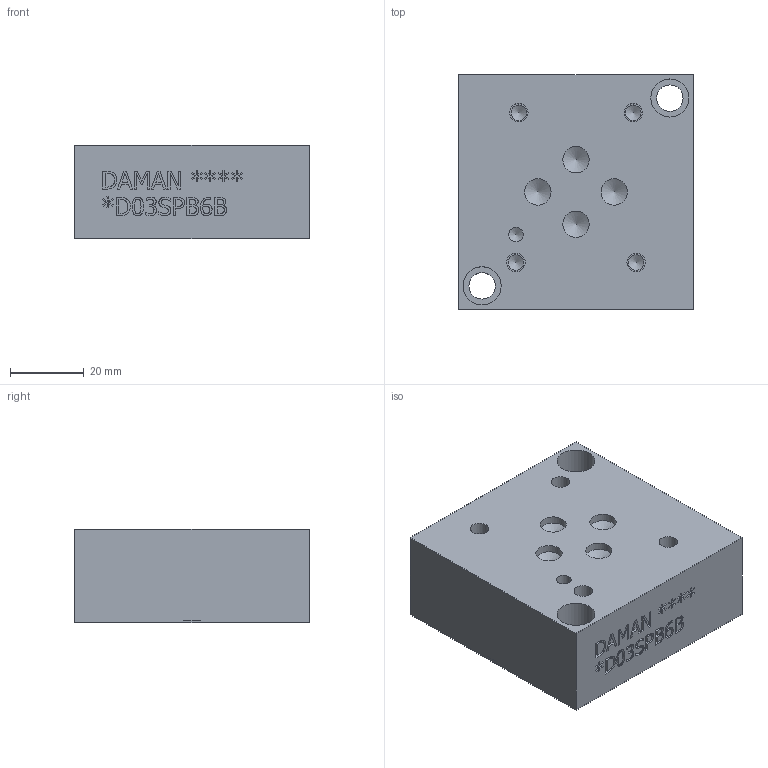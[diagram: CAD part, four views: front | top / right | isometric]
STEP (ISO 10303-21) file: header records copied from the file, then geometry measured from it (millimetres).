
FILE_DESCRIPTION(/* description */ (''),/* implementation_level */ '2;1');
FILE_NAME(/* name */ '_D03SPB6B.stp',/* time_stamp */ '2020-03-17T15:16:07-04:00',/* author */ ('devonn'),/* organization */ (''),/* preprocessor_version */ 'ST-DEVELOPER v17',/* originating_system */ 'Autodesk Inventor 2019',/* authorisation */ '');
FILE_SCHEMA (('AUTOMOTIVE_DESIGN { 1 0 10303 214 3 1 1 }'));
Length unit declared in the file: millimetre
Products named in the file (1): Part_AD03SPB6B.B01911R3_3D
Bounding box: 63.5 x 63.5 x 25.4 mm (x, y, z)
Volume: 78865.6 mm3; surface area: 22089.5 mm2
Topology: 1 solids, 1 shells, 473 faces, 1293 edges, 873 vertices
Faces by surface type: plane 283, bspline 140, cylinder 33, cone 17
Full cylindrical faces by diameter (mm): 3.962 x1, 4.216 x4, 5.004 x4, 7.137 x6, 10.312 x2, 14.275 x4, 15.062 x4, 16.764 x4, 25.933 x4
Entity records: 16022 total; most frequent: CARTESIAN_POINT 4447, ORIENTED_EDGE 2560, DIRECTION 1788, EDGE_CURVE 1280, LINE 880, VECTOR 880, VERTEX_POINT 873, EDGE_LOOP 541
